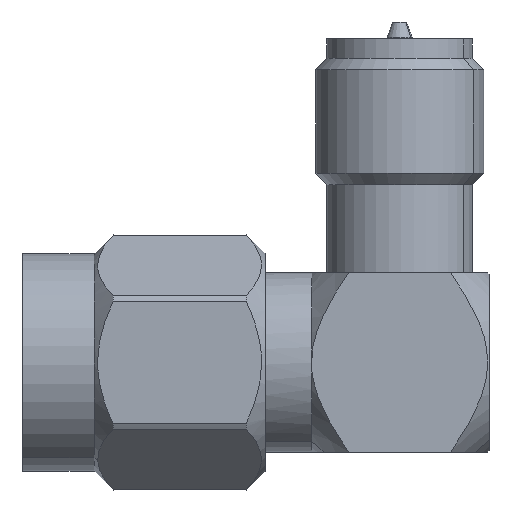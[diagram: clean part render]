
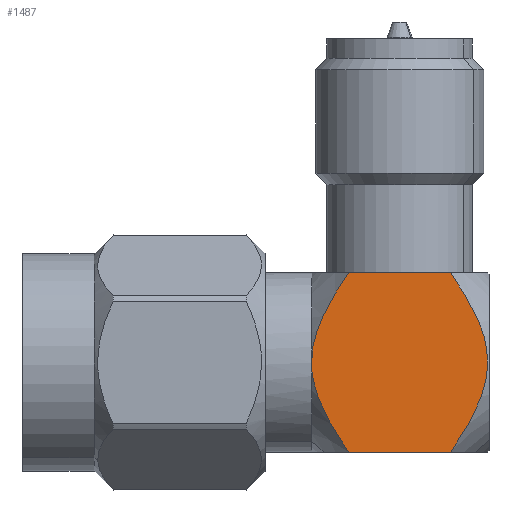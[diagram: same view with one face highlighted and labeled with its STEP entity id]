
A CAD part, left-side view. The second image highlights one B-rep face of the part: STEP entity #1487.
In plain terms, the highlighted planar face has unit normal (-1, 0, 0).
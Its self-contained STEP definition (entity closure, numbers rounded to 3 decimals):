
#1455=AXIS2_PLACEMENT_3D('Plane Axis2P3D',#1452,#1453,#1454) ;
#482=CARTESIAN_POINT('Vertex',(-3.2,1.816,-3.)) ;
#485=CARTESIAN_POINT('Line Origine',(-3.2,0.,-3.)) ;
#489=CARTESIAN_POINT('Vertex',(-3.2,-1.816,-3.)) ;
#1273=CARTESIAN_POINT('Vertex',(-3.2,1.816,-9.4)) ;
#1277=CARTESIAN_POINT('Control Point',(-3.2,1.816,-9.4)) ;
#1278=CARTESIAN_POINT('Control Point',(-3.2,2.236,-8.806)) ;
#1279=CARTESIAN_POINT('Control Point',(-3.2,2.62,-8.19)) ;
#1280=CARTESIAN_POINT('Control Point',(-3.2,2.963,-7.542)) ;
#1281=CARTESIAN_POINT('Control Point',(-3.2,3.141,-6.87)) ;
#1282=CARTESIAN_POINT('Control Point',(-3.2,3.141,-6.2)) ;
#1283=CARTESIAN_POINT('Vertex',(-3.2,3.141,-6.2)) ;
#1299=CARTESIAN_POINT('Control Point',(-3.2,3.141,-6.2)) ;
#1300=CARTESIAN_POINT('Control Point',(-3.2,3.141,-5.53)) ;
#1301=CARTESIAN_POINT('Control Point',(-3.2,2.964,-4.859)) ;
#1302=CARTESIAN_POINT('Control Point',(-3.2,2.619,-4.208)) ;
#1303=CARTESIAN_POINT('Control Point',(-3.2,2.236,-3.594)) ;
#1304=CARTESIAN_POINT('Control Point',(-3.2,1.816,-3.)) ;
#1434=CARTESIAN_POINT('Vertex',(-3.2,-1.816,-9.4)) ;
#1437=CARTESIAN_POINT('Line Origine',(-3.2,0.,-9.4)) ;
#1452=CARTESIAN_POINT('Axis2P3D Location',(-3.2,0.,0.)) ;
#1458=CARTESIAN_POINT('Control Point',(-3.2,-1.816,-9.4)) ;
#1459=CARTESIAN_POINT('Control Point',(-3.2,-2.011,-9.125)) ;
#1460=CARTESIAN_POINT('Control Point',(-3.2,-2.198,-8.845)) ;
#1461=CARTESIAN_POINT('Control Point',(-3.2,-2.377,-8.558)) ;
#1462=CARTESIAN_POINT('Control Point',(-3.2,-2.658,-8.058)) ;
#1463=CARTESIAN_POINT('Control Point',(-3.2,-2.88,-7.543)) ;
#1464=CARTESIAN_POINT('Control Point',(-3.2,-2.959,-7.326)) ;
#1465=CARTESIAN_POINT('Control Point',(-3.2,-3.098,-6.847)) ;
#1466=CARTESIAN_POINT('Control Point',(-3.2,-3.154,-6.363)) ;
#1467=CARTESIAN_POINT('Control Point',(-3.2,-3.156,-6.101)) ;
#1468=CARTESIAN_POINT('Control Point',(-3.2,-3.119,-5.707)) ;
#1469=CARTESIAN_POINT('Control Point',(-3.2,-3.025,-5.316)) ;
#1470=CARTESIAN_POINT('Control Point',(-3.2,-2.988,-5.186)) ;
#1471=CARTESIAN_POINT('Control Point',(-3.2,-2.847,-4.758)) ;
#1472=CARTESIAN_POINT('Control Point',(-3.2,-2.653,-4.34)) ;
#1473=CARTESIAN_POINT('Control Point',(-3.2,-2.498,-4.052)) ;
#1474=CARTESIAN_POINT('Control Point',(-3.2,-2.268,-3.669)) ;
#1475=CARTESIAN_POINT('Control Point',(-3.2,-2.021,-3.295)) ;
#1476=CARTESIAN_POINT('Control Point',(-3.2,-1.953,-3.196)) ;
#1477=CARTESIAN_POINT('Control Point',(-3.2,-1.885,-3.098)) ;
#1478=CARTESIAN_POINT('Control Point',(-3.2,-1.816,-3.)) ;
#486=DIRECTION('Vector Direction',(0.,1.,0.)) ;
#1438=DIRECTION('Vector Direction',(0.,-1.,0.)) ;
#1453=DIRECTION('Axis2P3D Direction',(1.,0.,0.)) ;
#1454=DIRECTION('Axis2P3D XDirection',(0.,1.,0.)) ;
#487=VECTOR('Line Direction',#486,1.) ;
#1439=VECTOR('Line Direction',#1438,1.) ;
#1481=ORIENTED_EDGE('',*,*,#1285,.F.) ;
#1482=ORIENTED_EDGE('',*,*,#1441,.F.) ;
#1483=ORIENTED_EDGE('',*,*,#1479,.T.) ;
#1484=ORIENTED_EDGE('',*,*,#491,.F.) ;
#1485=ORIENTED_EDGE('',*,*,#1305,.F.) ;
#1487=ADVANCED_FACE('PartBody',(#1486),#1456,.F.) ;
#1276=B_SPLINE_CURVE_WITH_KNOTS('',5,(#1277,#1278,#1279,#1280,#1281,#1282),.UNSPECIFIED.,.F.,.U.,(6,6),(0.,4.965),.UNSPECIFIED.) ;
#1298=B_SPLINE_CURVE_WITH_KNOTS('',5,(#1299,#1300,#1301,#1302,#1303,#1304),.UNSPECIFIED.,.F.,.U.,(6,6),(4.965,9.929),.UNSPECIFIED.) ;
#1457=B_SPLINE_CURVE_WITH_KNOTS('',5,(#1458,#1459,#1460,#1461,#1462,#1463,#1464,#1465,#1466,#1467,#1468,#1469,#1470,#1471,#1472,#1473,#1474,#1475,#1476,#1477,#1478),.UNSPECIFIED.,.F.,.U.,(6,3,3,3,3,3,6),(0.,2.303,3.945,5.889,6.864,9.111,9.929),.UNSPECIFIED.) ;
#491=EDGE_CURVE('',#483,#490,#488,.F.) ;
#1285=EDGE_CURVE('',#1274,#1284,#1276,.T.) ;
#1305=EDGE_CURVE('',#1284,#483,#1298,.T.) ;
#1441=EDGE_CURVE('',#1435,#1274,#1440,.F.) ;
#1479=EDGE_CURVE('',#1435,#490,#1457,.T.) ;
#1480=EDGE_LOOP('',(#1481,#1482,#1483,#1484,#1485)) ;
#1486=FACE_OUTER_BOUND('',#1480,.T.) ;
#488=LINE('Line',#485,#487) ;
#1440=LINE('Line',#1437,#1439) ;
#1456=PLANE('Plane',#1455) ;
#483=VERTEX_POINT('',#482) ;
#490=VERTEX_POINT('',#489) ;
#1274=VERTEX_POINT('',#1273) ;
#1284=VERTEX_POINT('',#1283) ;
#1435=VERTEX_POINT('',#1434) ;
